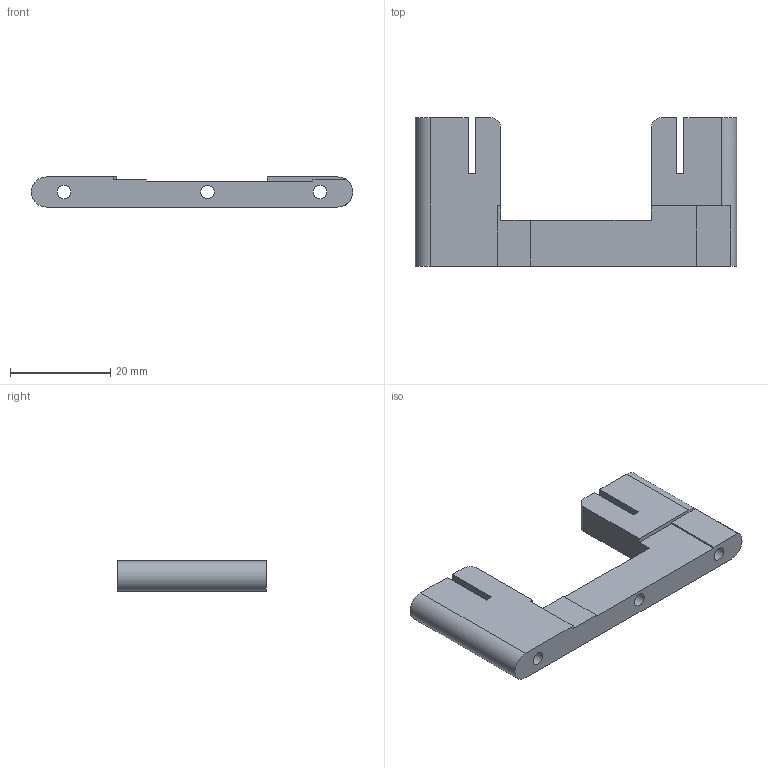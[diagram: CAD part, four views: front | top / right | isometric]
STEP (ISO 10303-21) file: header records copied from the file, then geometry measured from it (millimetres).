
FILE_DESCRIPTION(/* description */ (''),/* implementation_level */ '2;1');
FILE_NAME(/* name */ 'Belt locker Plate.step',/* time_stamp */ '2019-12-01T23:16:40+02:00',/* author */ (''),/* organization */ (''),/* preprocessor_version */ 'ST-DEVELOPER v18',/* originating_system */ 'Autodesk Translation Framework v8.12.0.6',/* authorisation */ '');
FILE_SCHEMA (('AUTOMOTIVE_DESIGN { 1 0 10303 214 3 1 1 }'));
Length unit declared in the file: millimetre
Products named in the file (2): Ender 3 BLV mod; X carriage
Assembly tree (1 placements, depth 2):
  Ender 3 BLV mod
    X carriage
Bounding box: 64 x 29.55 x 6 mm (x, y, z)
Volume: 6470.1 mm3; surface area: 4444.2 mm2
Topology: 1 solids, 1 shells, 32 faces, 90 edges, 60 vertices
Faces by surface type: plane 25, cylinder 7
Full cylindrical faces by diameter (mm): 2.7 x3
Entity records: 1132 total; most frequent: CARTESIAN_POINT 185, ORIENTED_EDGE 180, DIRECTION 175, EDGE_CURVE 90, LINE 75, VECTOR 75, VERTEX_POINT 60, AXIS2_PLACEMENT_3D 50
